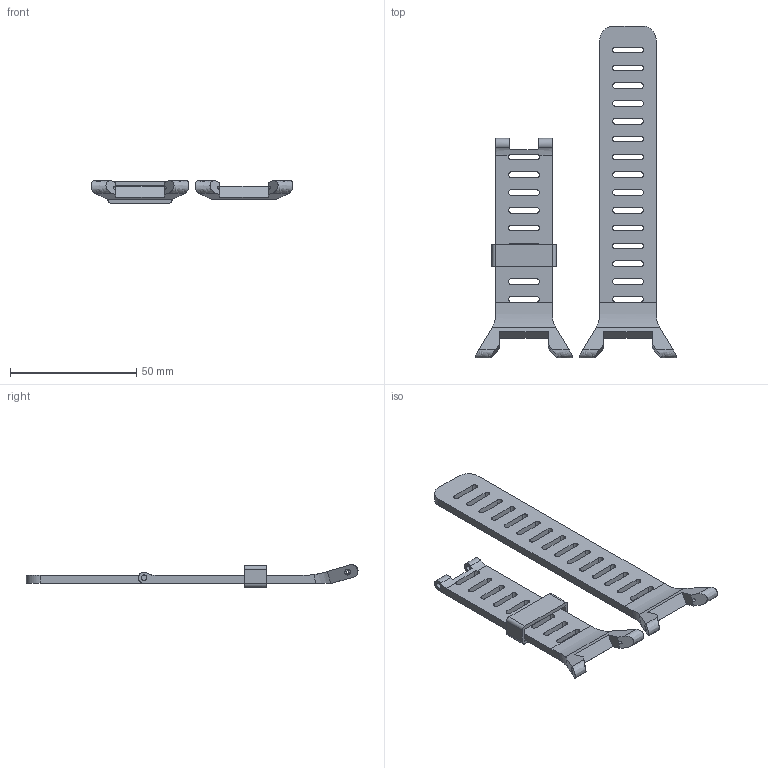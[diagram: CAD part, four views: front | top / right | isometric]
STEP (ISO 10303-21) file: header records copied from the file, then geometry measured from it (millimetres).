
FILE_DESCRIPTION(('FreeCAD Model'),'2;1');
FILE_NAME('Open CASCADE Shape Model','2025-04-30T06:23:41',('FreeCAD'),( 'FreeCAD'),'Open CASCADE STEP processor 7.6','FreeCAD','Unknown');
FILE_SCHEMA(('AUTOMOTIVE_DESIGN { 1 0 10303 214 1 1 1 1 }'));
Length unit declared in the file: millimetre
Products named in the file (1): Open CASCADE STEP translator 7.6 1
Bounding box: 79.75 x 131.71 x 8.96 mm (x, y, z)
Volume: 14298.4 mm3; surface area: 13733.2 mm2
Topology: 3 solids, 3 shells, 181 faces, 524 edges, 348 vertices
Faces by surface type: bspline 181
Entity records: 6149 total; most frequent: CARTESIAN_POINT 3083, ORIENTED_EDGE 1048, EDGE_CURVE 524, B_SPLINE_CURVE_WITH_KNOTS 356, VERTEX_POINT 348, FACE_BOUND 242, EDGE_LOOP 242, ADVANCED_FACE 181
